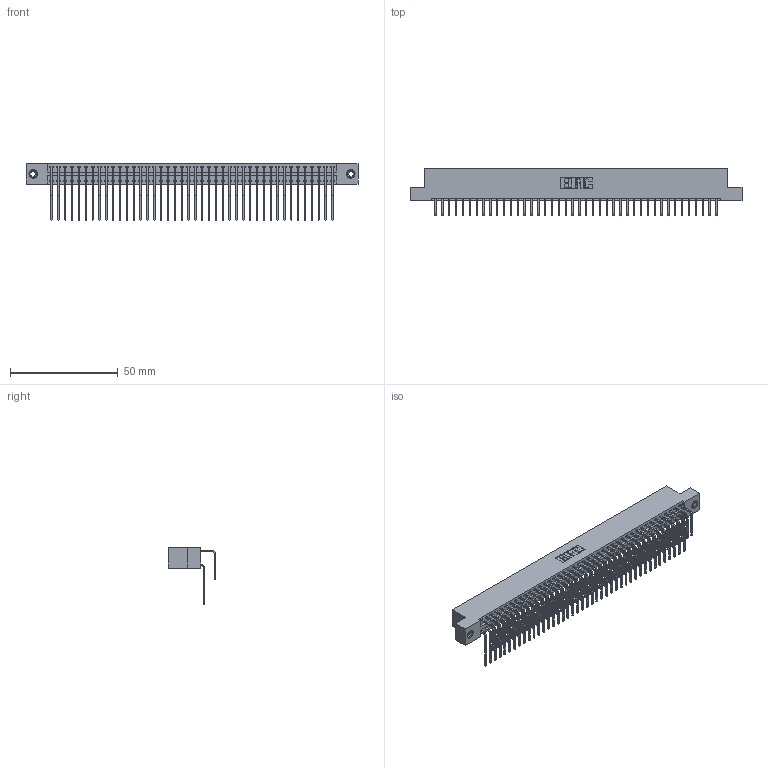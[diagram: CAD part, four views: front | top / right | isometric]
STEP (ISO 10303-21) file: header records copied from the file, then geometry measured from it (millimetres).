
FILE_DESCRIPTION (( 'STEP AP203' ), '1' );
FILE_NAME ('346-084-558-208.STEP', '2018-08-29T12:07:14', ( '' ), ( '' ), 'SwSTEP 2.0', 'SolidWorks 2016', '' );
FILE_SCHEMA (( 'CONFIG_CONTROL_DESIGN' ));
Length unit declared in the file: inch
Products named in the file (5): 346 Part_Flush Mounting Lugs - 0.156 Dia-TI; 345-292-001_558 559 Tail - 1; 345-292-001_558 Tail - 2; 345-250-001_345-250-003-102; 346-084-558-208
Assembly tree (87 placements, depth 2):
  346-084-558-208
    346 Part_Flush Mounting Lugs - 0.156 Dia-TI
    345-292-001_558 559 Tail - 1  x42
    345-292-001_558 Tail - 2  x42
    345-250-001_345-250-003-102  x2
Bounding box: 153.92 x 22.16 x 26.16 mm (x, y, z)
Volume: 15487.6 mm3; surface area: 23633.4 mm2
Topology: 87 solids, 87 shells, 4718 faces, 13989 edges, 9206 vertices
Faces by surface type: plane 3216, cylinder 1486, cone 12, torus 4
Entity records: 30380 total; most frequent: CARTESIAN_POINT 5042, ORIENTED_EDGE 4918, DIRECTION 4493, EDGE_CURVE 2459, LINE 2099, VECTOR 2099, VERTEX_POINT 1632, AXIS2_PLACEMENT_3D 1197
